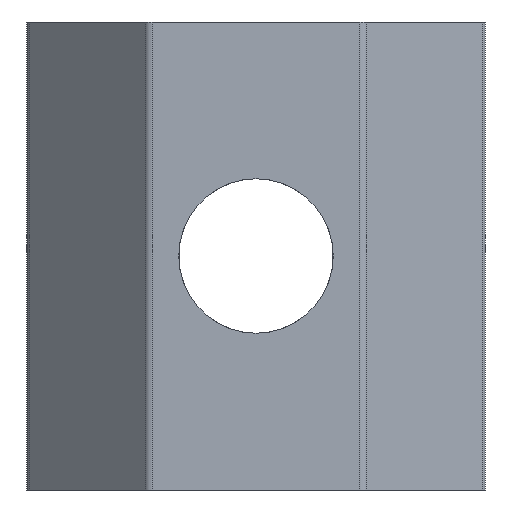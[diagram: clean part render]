
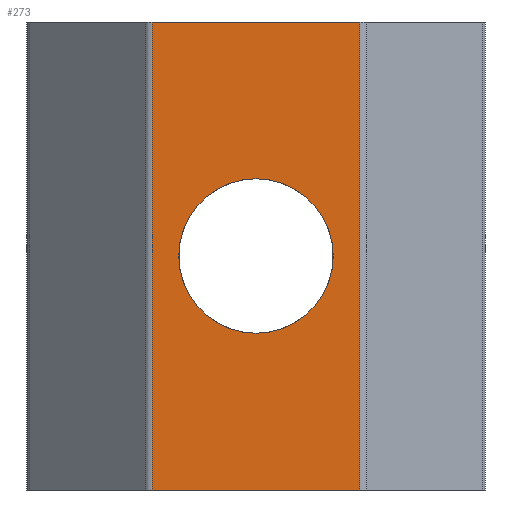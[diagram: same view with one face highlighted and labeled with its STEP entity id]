
A CAD part, front view. The second image highlights one B-rep face of the part: STEP entity #273.
In plain terms, the highlighted planar face has unit normal (0, -1, 0).
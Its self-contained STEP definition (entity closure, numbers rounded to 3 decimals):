
#27 = ORIENTED_EDGE ( 'NONE', *, *, #472, .F. ) ;
#113 = CIRCLE ( 'NONE', #966, 1.65 ) ;
#116 = EDGE_CURVE ( 'NONE', #236, #1073, #113, .T. ) ;
#124 = CARTESIAN_POINT ( 'NONE',  ( 0., 0., 0. ) ) ;
#144 = ORIENTED_EDGE ( 'NONE', *, *, #116, .T. ) ;
#146 = CIRCLE ( 'NONE', #730, 1.65 ) ;
#187 = FACE_OUTER_BOUND ( 'NONE', #1079, .T. ) ;
#198 = CARTESIAN_POINT ( 'NONE',  ( 2.217, 0., -5. ) ) ;
#204 = DIRECTION ( 'NONE',  ( 1., 0., 0. ) ) ;
#209 = CARTESIAN_POINT ( 'NONE',  ( 2.3, 0., 5. ) ) ;
#220 = DIRECTION ( 'NONE',  ( 0., 0., 1. ) ) ;
#236 = VERTEX_POINT ( 'NONE', #795 ) ;
#239 = VERTEX_POINT ( 'NONE', #393 ) ;
#253 = EDGE_LOOP ( 'NONE', ( #1062, #144 ) ) ;
#273 = ADVANCED_FACE ( 'NONE', ( #1239, #187 ), #992, .F. ) ;
#291 = VECTOR ( 'NONE', #913, 1000. ) ;
#324 = CARTESIAN_POINT ( 'NONE',  ( -2.217, 0., 5. ) ) ;
#327 = VERTEX_POINT ( 'NONE', #514 ) ;
#343 = CARTESIAN_POINT ( 'NONE',  ( -2.217, 0., 5. ) ) ;
#344 = EDGE_CURVE ( 'NONE', #682, #239, #549, .T. ) ;
#393 = CARTESIAN_POINT ( 'NONE',  ( -2.217, 0., -5. ) ) ;
#418 = AXIS2_PLACEMENT_3D ( 'NONE', #209, #801, #1086 ) ;
#472 = EDGE_CURVE ( 'NONE', #682, #327, #1201, .T. ) ;
#504 = VECTOR ( 'NONE', #727, 1000. ) ;
#514 = CARTESIAN_POINT ( 'NONE',  ( 2.217, 0., 5. ) ) ;
#522 = DIRECTION ( 'NONE',  ( 0., 1., 0. ) ) ;
#527 = EDGE_CURVE ( 'NONE', #239, #976, #899, .T. ) ;
#535 = EDGE_CURVE ( 'NONE', #1073, #236, #146, .T. ) ;
#549 = LINE ( 'NONE', #324, #291 ) ;
#599 = DIRECTION ( 'NONE',  ( 1., 0., 0. ) ) ;
#620 = EDGE_CURVE ( 'NONE', #976, #327, #777, .T. ) ;
#631 = VECTOR ( 'NONE', #599, 1000. ) ;
#675 = ORIENTED_EDGE ( 'NONE', *, *, #620, .T. ) ;
#680 = ORIENTED_EDGE ( 'NONE', *, *, #344, .T. ) ;
#682 = VERTEX_POINT ( 'NONE', #343 ) ;
#699 = CARTESIAN_POINT ( 'NONE',  ( 2.3, 0., -5. ) ) ;
#702 = CARTESIAN_POINT ( 'NONE',  ( 0., 0., 1.65 ) ) ;
#727 = DIRECTION ( 'NONE',  ( 0., 0., 1. ) ) ;
#730 = AXIS2_PLACEMENT_3D ( 'NONE', #124, #817, #220 ) ;
#777 = LINE ( 'NONE', #826, #504 ) ;
#795 = CARTESIAN_POINT ( 'NONE',  ( 0., 0., -1.65 ) ) ;
#797 = CARTESIAN_POINT ( 'NONE',  ( 2.3, 0., 5. ) ) ;
#801 = DIRECTION ( 'NONE',  ( 0., 1., 0. ) ) ;
#817 = DIRECTION ( 'NONE',  ( 0., 1., 0. ) ) ;
#826 = CARTESIAN_POINT ( 'NONE',  ( 2.217, 0., 5. ) ) ;
#899 = LINE ( 'NONE', #699, #631 ) ;
#913 = DIRECTION ( 'NONE',  ( 0., 0., -1. ) ) ;
#954 = VECTOR ( 'NONE', #204, 1000. ) ;
#966 = AXIS2_PLACEMENT_3D ( 'NONE', #1107, #522, #1196 ) ;
#976 = VERTEX_POINT ( 'NONE', #198 ) ;
#992 = PLANE ( 'NONE',  #418 ) ;
#1041 = ORIENTED_EDGE ( 'NONE', *, *, #527, .T. ) ;
#1062 = ORIENTED_EDGE ( 'NONE', *, *, #535, .T. ) ;
#1073 = VERTEX_POINT ( 'NONE', #702 ) ;
#1079 = EDGE_LOOP ( 'NONE', ( #27, #680, #1041, #675 ) ) ;
#1086 = DIRECTION ( 'NONE',  ( -1., 0., 0. ) ) ;
#1107 = CARTESIAN_POINT ( 'NONE',  ( 0., 0., 0. ) ) ;
#1196 = DIRECTION ( 'NONE',  ( 0., 0., 1. ) ) ;
#1201 = LINE ( 'NONE', #797, #954 ) ;
#1239 = FACE_BOUND ( 'NONE', #253, .T. ) ;
